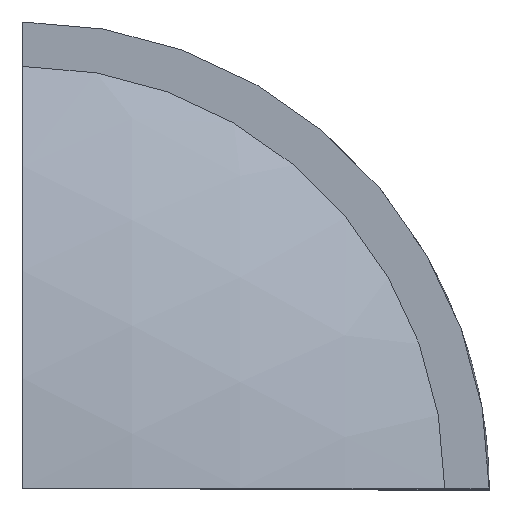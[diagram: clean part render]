
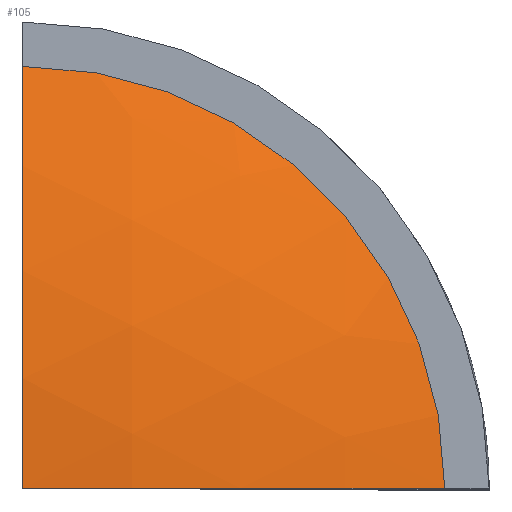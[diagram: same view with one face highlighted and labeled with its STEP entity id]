
A CAD part, top view. The second image highlights one B-rep face of the part: STEP entity #105.
In plain terms, the highlighted spherical face has radius 80.75 mm.
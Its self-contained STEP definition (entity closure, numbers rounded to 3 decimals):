
#66 = ORIENTED_EDGE ( 'NONE', *, *, #735, .F. ) ;
#72 = EDGE_LOOP ( 'NONE', ( #66, #86, #85 ) ) ;
#85 = ORIENTED_EDGE ( 'NONE', *, *, #726, .T. ) ;
#86 = ORIENTED_EDGE ( 'NONE', *, *, #733, .T. ) ;
#105 = ADVANCED_FACE ( 'NONE', ( #1791 ), #1781, .T. ) ;
#123 = DIRECTION ( 'NONE',  ( 1., 0., 0. ) ) ;
#134 = VERTEX_POINT ( 'NONE', #1594 ) ;
#140 = VERTEX_POINT ( 'NONE', #1600 ) ;
#146 = VERTEX_POINT ( 'NONE', #1606 ) ;
#152 = CARTESIAN_POINT ( 'NONE',  ( 0., 0., 34.25 ) ) ;
#157 = DIRECTION ( 'NONE',  ( 0., 1., 0. ) ) ;
#636 = CIRCLE ( 'NONE', #750, 80.75 ) ;
#681 = CIRCLE ( 'NONE', #769, 38. ) ;
#683 = CIRCLE ( 'NONE', #763, 80.75 ) ;
#726 = EDGE_CURVE ( 'NONE', #134, #146, #636, .T. ) ;
#733 = EDGE_CURVE ( 'NONE', #140, #134, #683, .T. ) ;
#735 = EDGE_CURVE ( 'NONE', #140, #146, #681, .T. ) ;
#746 = AXIS2_PLACEMENT_3D ( 'NONE', #152, #123, #157 ) ;
#750 = AXIS2_PLACEMENT_3D ( 'NONE', #1620, #1713, #1714 ) ;
#763 = AXIS2_PLACEMENT_3D ( 'NONE', #1725, #1732, #1733 ) ;
#769 = AXIS2_PLACEMENT_3D ( 'NONE', #1731, #1738, #1739 ) ;
#1594 = CARTESIAN_POINT ( 'NONE',  ( 0., 0., 115. ) ) ;
#1600 = CARTESIAN_POINT ( 'NONE',  ( 0., 38., 105.5 ) ) ;
#1606 = CARTESIAN_POINT ( 'NONE',  ( 38., 0., 105.5 ) ) ;
#1620 = CARTESIAN_POINT ( 'NONE',  ( 0., 0., 34.25 ) ) ;
#1713 = DIRECTION ( 'NONE',  ( 0., 1., 0. ) ) ;
#1714 = DIRECTION ( 'NONE',  ( 0., 0., -1. ) ) ;
#1725 = CARTESIAN_POINT ( 'NONE',  ( 0., 0., 34.25 ) ) ;
#1731 = CARTESIAN_POINT ( 'NONE',  ( 0., 0., 105.5 ) ) ;
#1732 = DIRECTION ( 'NONE',  ( 1., 0., 0. ) ) ;
#1733 = DIRECTION ( 'NONE',  ( 0., 0., 1. ) ) ;
#1738 = DIRECTION ( 'NONE',  ( 0., 0., -1. ) ) ;
#1739 = DIRECTION ( 'NONE',  ( -1., 0., 0. ) ) ;
#1781 = SPHERICAL_SURFACE ( 'NONE', #746, 80.75 ) ;
#1791 = FACE_OUTER_BOUND ( 'NONE', #72, .T. ) ;
